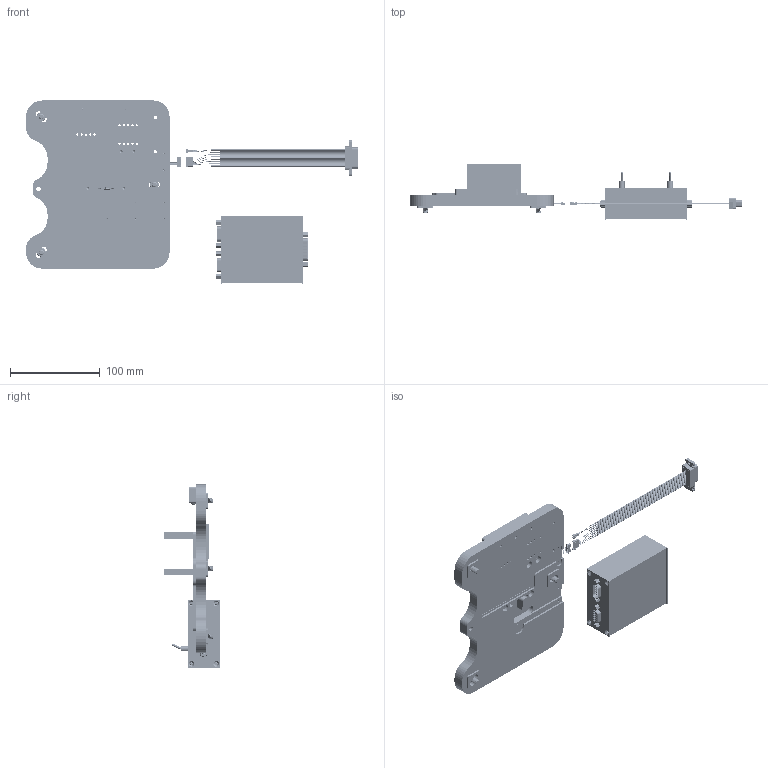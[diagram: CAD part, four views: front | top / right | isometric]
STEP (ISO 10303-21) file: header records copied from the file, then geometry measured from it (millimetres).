
FILE_DESCRIPTION (( 'STEP AP203' ), '1' );
FILE_NAME ('TLK-BM.STEP', '2011-05-03T15:13:59', ( 'CLI' ), ( 'Thorlabs, Inc.' ), 'SwSTEP 2.0', 'SolidWorks 2011', '' );
FILE_SCHEMA (( 'CONFIG_CONTROL_DESIGN' ));
Products named in the file (120): TLK-BM; socket countersunk head screw_am_B18.3.5M - 3 x 0.5 x 6 Socket FCHS  -- 6N; Electrical_9-OMA 100 0100 A Enclosure Baseplate Assembly; Cable^Electrical_9-OMA 100 0100 A Enclosure Baseplate Assembly; Electrical_8-OMA 100 0100 A Enclosure Baseplate Assembly; Cable^Electrical_8-OMA 100 0100 A Enclosure Baseplate Assembly; Electrical_7-OMA 100 0100 A Enclosure Baseplate Assembly; Cable^Electrical_7-OMA 100 0100 A Enclosure Baseplate Assembly; Electrical_6-OMA 100 0100 A Enclosure Baseplate Assembly; Cable^Electrical_6-OMA 100 0100 A Enclosure Baseplate Assembly; Electrical_5-OMA 100 0100 A Enclosure Baseplate Assembly; Cable^Electrical_5-OMA 100 0100 A Enclosure Baseplate Assembly; Electrical_3-OMA 100 0100 A Enclosure Baseplate Assembly; Cable^Electrical_3-OMA 100 0100 A Enclosure Baseplate Assembly; Electrical_2-OMA 100 0100 A Enclosure Baseplate Assembly; Cable^Electrical_2-OMA 100 0100 A Enclosure Baseplate Assembly; Electrical_1-OMA 100 0100 A Enclosure Baseplate Assembly; Cable^Electrical_1-OMA 100 0100 A Enclosure Baseplate Assembly; ECP 000 0004; ECP 000 0004 Label_2; ECP 000 0004 Label_1; Harness19-ECP 000 0004; Cable-Harness19-ECP 000 0004; Harness18-ECP 000 0004; Cable-Harness18-ECP 000 0004; Harness17-ECP 000 0004; Cable-Harness17-ECP 000 0004; Harness16-ECP 000 0004; Cable-Harness16-ECP 000 0004; Harness15-ECP 000 0004; Cable-Harness15-ECP 000 0004; Harness14-ECP 000 0004; Cable-Harness14-ECP 000 0004; Harness13-ECP 000 0004; Cable-Harness13-ECP 000 0004; Harness12-ECP 000 0004; Cable-Harness12-ECP 000 0004; Harness11-ECP 000 0004; Cable-Harness11-ECP 000 0004; Harness10-ECP 000 0004 ...
Assembly tree (144 placements, depth 5):
  TLK-BM
    Electrical_6-OMA 100 0100 A Enclosure Baseplate Assembly
      Cable^Electrical_6-OMA 100 0100 A Enclosure Baseplate Assembly
    CAB 000 0011
      Harness15-CAB 000 0011^CAB 000 0011
        Cable-Harness15-CAB 000 0011^Harness15-CAB 000 0011_CAB 000 0011
      Harness14-CAB 000 0011^CAB 000 0011
        Cable-Harness14-CAB 000 0011^Harness14-CAB 000 0011_CAB 000 0011
      Harness19-CAB 000 0011^CAB 000 0011
        Cable-Harness19-CAB 000 0011^Harness19-CAB 000 0011_CAB 000 0011
      Harness12-CAB 000 0011^CAB 000 0011
        Cable-Harness12-CAB 000 0011^Harness12-CAB 000 0011_CAB 000 0011
      CON 100 0038 DB15 Female Ribbon Cable
      Harness11-CAB 000 0011^CAB 000 0011
        Cable-Harness11-CAB 000 0011^Harness11-CAB 000 0011_CAB 000 0011
      CON 100 0014
      CON 100 0017
      CAB 100 0020 15-Way Ribbon Cable
      Harness16-CAB 000 0011^CAB 000 0011
        Cable-Harness16-CAB 000 0011^Harness16-CAB 000 0011_CAB 000 0011
      Harness20-CAB 000 0011^CAB 000 0011
        Cable-Harness20-CAB 000 0011^Harness20-CAB 000 0011_CAB 000 0011
      Harness9-CAB 000 0011^CAB 000 0011
        Cable-Harness9-CAB 000 0011^Harness9-CAB 000 0011_CAB 000 0011
    Electrical_8-OMA 100 0100 A Enclosure Baseplate Assembly
      Cable^Electrical_8-OMA 100 0100 A Enclosure Baseplate Assembly
    ECP 000 0004
      Harness16-ECP 000 0004
        Cable-Harness16-ECP 000 0004
      Harness19-ECP 000 0004
        Cable-Harness19-ECP 000 0004
      Harness14-ECP 000 0004
        Cable-Harness14-ECP 000 0004
      Harness6-ECP 000 0004
        Cable-Harness6-ECP 000 0004
      Harness9-ECP 000 0004
        Cable-Harness9-ECP 000 0004
      Harness4-ECP 000 0004
        Cable-Harness4-ECP 000 0004
      ECP 000 0004 Label_2
      ECP 000 0004 Label_1
      Harness11-ECP 000 0004
        Cable-Harness11-ECP 000 0004
      ECP 100 0020  x2
      CON 100 0042  x6
      Harness13-ECP 000 0004
        Cable-Harness13-ECP 000 0004
      CON 100 0040 DB9 male
      Harness17-ECP 000 0004
        Cable-Harness17-ECP 000 0004
      CON 100 0041
      CON 100 0039 DB15 Male
      ECP 100 0002 END CAP DB9
      ECP 100 0002 END CAP DB15
      ECP 100 0002 Body
      Harness18-ECP 000 0004
        Cable-Harness18-ECP 000 0004
      Harness15-ECP 000 0004
        Cable-Harness15-ECP 000 0004
      Harness7-ECP 000 0004
Bounding box: 370.07 x 62.05 x 204.02 mm (x, y, z)
Volume: 406207.8 mm3; surface area: 176034.1 mm2
Topology: 123 solids, 150 shells, 8271 faces, 21368 edges, 13691 vertices
Faces by surface type: plane 4785, cylinder 1756, bspline 1454, cone 236, torus 30, sphere 10
Entity records: 257713 total; most frequent: CARTESIAN_POINT 97945, ORIENTED_EDGE 31972, DIRECTION 26863, EDGE_CURVE 15997, VECTOR 11109, LINE 11109, VERTEX_POINT 10371, AXIS2_PLACEMENT_3D 7877
